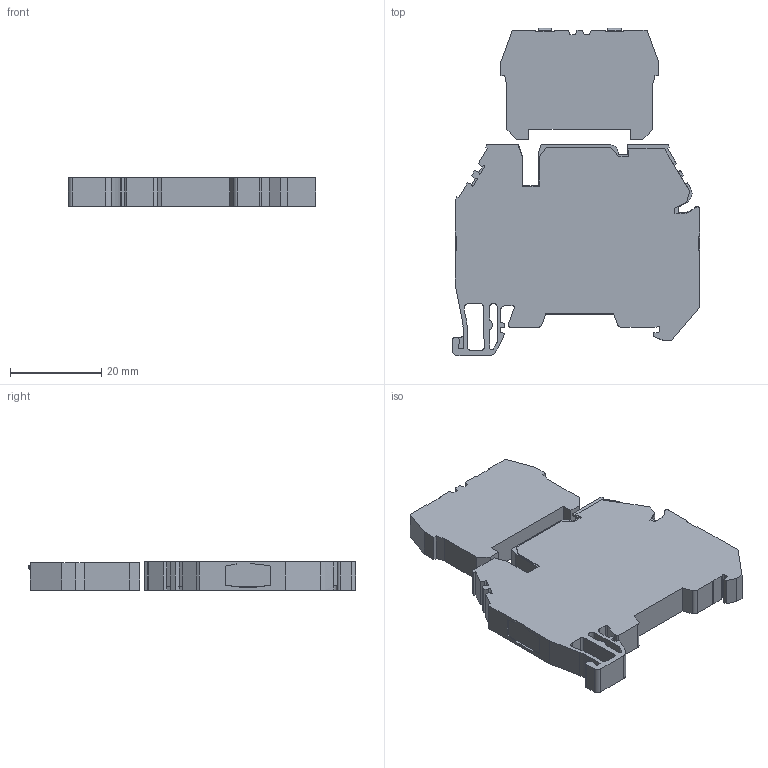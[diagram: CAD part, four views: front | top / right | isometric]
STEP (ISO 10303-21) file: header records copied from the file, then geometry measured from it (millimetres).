
FILE_DESCRIPTION (( 'STEP AP214' ), '1' );
FILE_NAME ('363009_ASK 3 M_Grey.STP', '2013-11-12T13:45:31', ( 'arge' ), ( 'Microsoft' ), 'SwSTEP 2.0', 'SolidWorks 2013', '' );
FILE_SCHEMA (( 'AUTOMOTIVE_DESIGN' ));
Length unit declared in the file: millimetre
Products named in the file (1): 363009_ASK 3 M_Grey
Bounding box: 54.13 x 71.65 x 6.2 mm (x, y, z)
Volume: 16056.8 mm3; surface area: 8206.5 mm2
Topology: 2 solids, 2 shells, 1210 faces, 3435 edges, 2287 vertices
Faces by surface type: plane 947, cylinder 263
Entity records: 52372 total; most frequent: CARTESIAN_POINT 7050, ORIENTED_EDGE 6870, DIRECTION 6360, EDGE_CURVE 3435, VECTOR 2886, LINE 2886, VERTEX_POINT 2287, AXIS2_PLACEMENT_3D 1737
